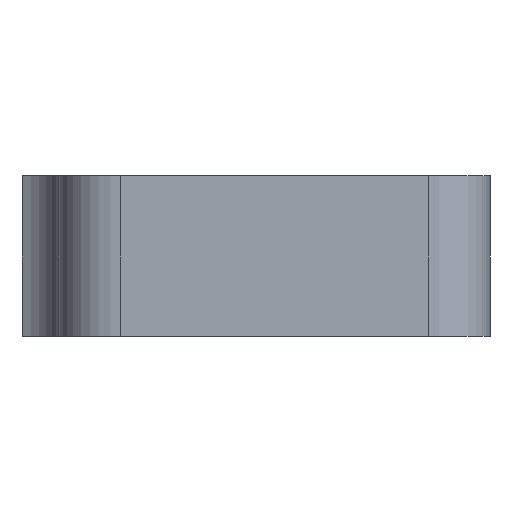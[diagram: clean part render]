
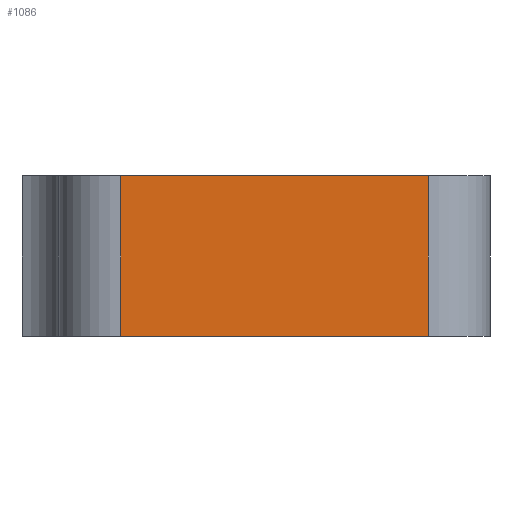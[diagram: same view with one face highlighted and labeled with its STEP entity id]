
A CAD part, left-side view. The second image highlights one B-rep face of the part: STEP entity #1086.
In plain terms, the highlighted planar face has unit normal (-1, 0, 0).
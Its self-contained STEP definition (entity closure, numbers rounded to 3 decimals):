
#31=PLANE('',#1179);
#79=FACE_OUTER_BOUND('',#136,.T.);
#136=EDGE_LOOP('',(#865,#866,#867,#868));
#200=LINE('',#1609,#321);
#239=LINE('',#1713,#360);
#251=LINE('',#1743,#372);
#253=LINE('',#1746,#374);
#321=VECTOR('',#1281,10.);
#360=VECTOR('',#1366,10.);
#372=VECTOR('',#1394,10.);
#374=VECTOR('',#1398,10.);
#490=VERTEX_POINT('',#1606);
#491=VERTEX_POINT('',#1608);
#532=VERTEX_POINT('',#1710);
#533=VERTEX_POINT('',#1712);
#599=EDGE_CURVE('',#490,#491,#200,.T.);
#655=EDGE_CURVE('',#532,#533,#239,.T.);
#671=EDGE_CURVE('',#533,#490,#251,.T.);
#673=EDGE_CURVE('',#491,#532,#253,.T.);
#865=ORIENTED_EDGE('',*,*,#671,.F.);
#866=ORIENTED_EDGE('',*,*,#655,.F.);
#867=ORIENTED_EDGE('',*,*,#673,.F.);
#868=ORIENTED_EDGE('',*,*,#599,.F.);
#1086=ADVANCED_FACE('',(#79),#31,.T.);
#1179=AXIS2_PLACEMENT_3D('',#1745,#1396,#1397);
#1281=DIRECTION('',(0.,1.,0.));
#1366=DIRECTION('',(0.,-1.,0.));
#1394=DIRECTION('',(0.,0.,-1.));
#1396=DIRECTION('center_axis',(-1.,0.,0.));
#1397=DIRECTION('ref_axis',(0.,-1.,0.));
#1398=DIRECTION('',(0.,0.,1.));
#1606=CARTESIAN_POINT('',(-33.,-4.952,0.));
#1608=CARTESIAN_POINT('',(-33.,20.048,0.));
#1609=CARTESIAN_POINT('',(-33.,-9.952,0.));
#1710=CARTESIAN_POINT('',(-33.,20.048,13.));
#1712=CARTESIAN_POINT('',(-33.,-4.952,13.));
#1713=CARTESIAN_POINT('',(-33.,-9.952,13.));
#1743=CARTESIAN_POINT('',(-33.,-4.952,0.));
#1745=CARTESIAN_POINT('Origin',(-33.,25.048,0.));
#1746=CARTESIAN_POINT('',(-33.,20.048,0.));
